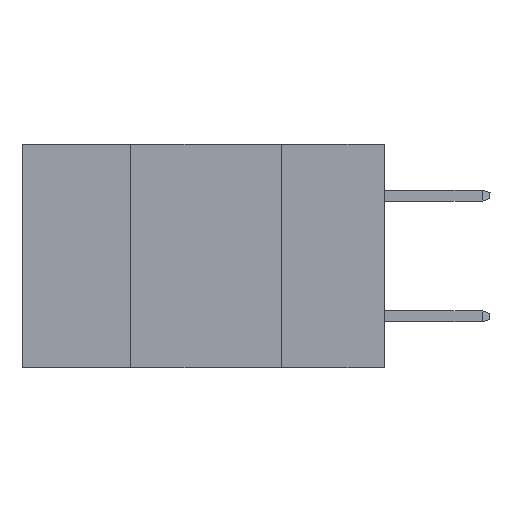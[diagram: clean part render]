
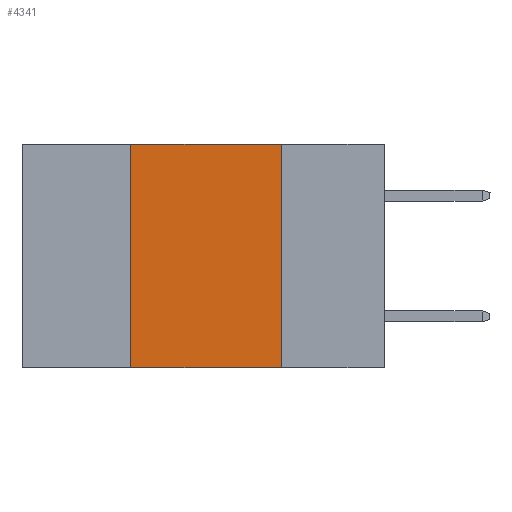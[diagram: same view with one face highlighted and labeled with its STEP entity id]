
A CAD part, left-side view. The second image highlights one B-rep face of the part: STEP entity #4341.
In plain terms, the highlighted planar face has unit normal (-1, 0, 0).
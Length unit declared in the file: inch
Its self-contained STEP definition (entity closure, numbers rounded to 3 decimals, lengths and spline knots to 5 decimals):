
#64 = VERTEX_POINT ( 'NONE', #1458 ) ;
#1358 = VECTOR ( 'NONE', #3364, 39.37008 ) ;
#1411 = ORIENTED_EDGE ( 'NONE', *, *, #4742, .F. ) ;
#1458 = CARTESIAN_POINT ( 'NONE',  ( 0., 0.42, 0. ) ) ;
#1708 = LINE ( 'NONE', #8895, #1358 ) ;
#1752 = CARTESIAN_POINT ( 'NONE',  ( 0., 0.17, -0.37 ) ) ;
#1868 = DIRECTION ( 'NONE',  ( 1., 0., 0. ) ) ;
#1879 = AXIS2_PLACEMENT_3D ( 'NONE', #4980, #1868, #12851 ) ;
#2180 = VERTEX_POINT ( 'NONE', #6946 ) ;
#3056 = DIRECTION ( 'NONE',  ( 0., -1., 0. ) ) ;
#3364 = DIRECTION ( 'NONE',  ( 0., 0., 1. ) ) ;
#3856 = VECTOR ( 'NONE', #3056, 39.37008 ) ;
#4341 = ADVANCED_FACE ( 'NONE', ( #13015 ), #5172, .F. ) ;
#4372 = ORIENTED_EDGE ( 'NONE', *, *, #6626, .F. ) ;
#4409 = CARTESIAN_POINT ( 'NONE',  ( 0., 0.17, 0. ) ) ;
#4742 = EDGE_CURVE ( 'NONE', #13506, #13053, #4751, .T. ) ;
#4751 = LINE ( 'NONE', #4409, #9305 ) ;
#4980 = CARTESIAN_POINT ( 'NONE',  ( 0., 0.6, 0. ) ) ;
#5172 = PLANE ( 'NONE',  #1879 ) ;
#5316 = ORIENTED_EDGE ( 'NONE', *, *, #6023, .F. ) ;
#6023 = EDGE_CURVE ( 'NONE', #64, #13506, #7325, .T. ) ;
#6626 = EDGE_CURVE ( 'NONE', #2180, #64, #1708, .T. ) ;
#6742 = CARTESIAN_POINT ( 'NONE',  ( 0., 0.17, 0. ) ) ;
#6946 = CARTESIAN_POINT ( 'NONE',  ( 0., 0.42, -0.37 ) ) ;
#7231 = VECTOR ( 'NONE', #10471, 39.37008 ) ;
#7325 = LINE ( 'NONE', #12947, #3856 ) ;
#8895 = CARTESIAN_POINT ( 'NONE',  ( 0., 0.42, 0. ) ) ;
#9049 = DIRECTION ( 'NONE',  ( 0., 0., -1. ) ) ;
#9305 = VECTOR ( 'NONE', #9049, 39.37008 ) ;
#10471 = DIRECTION ( 'NONE',  ( 0., -1., 0. ) ) ;
#11307 = EDGE_LOOP ( 'NONE', ( #1411, #5316, #4372, #11387 ) ) ;
#11387 = ORIENTED_EDGE ( 'NONE', *, *, #13002, .T. ) ;
#12851 = DIRECTION ( 'NONE',  ( 0., 0., -1. ) ) ;
#12947 = CARTESIAN_POINT ( 'NONE',  ( 0., 0.6, 0. ) ) ;
#13002 = EDGE_CURVE ( 'NONE', #2180, #13053, #13051, .T. ) ;
#13015 = FACE_OUTER_BOUND ( 'NONE', #11307, .T. ) ;
#13051 = LINE ( 'NONE', #13979, #7231 ) ;
#13053 = VERTEX_POINT ( 'NONE', #1752 ) ;
#13506 = VERTEX_POINT ( 'NONE', #6742 ) ;
#13979 = CARTESIAN_POINT ( 'NONE',  ( 0., 0.6, -0.37 ) ) ;
